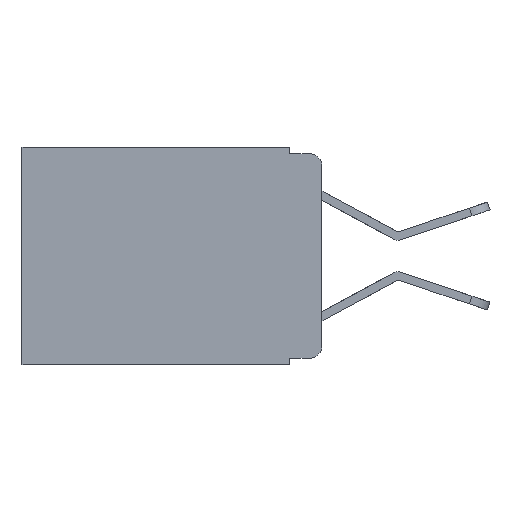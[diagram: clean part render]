
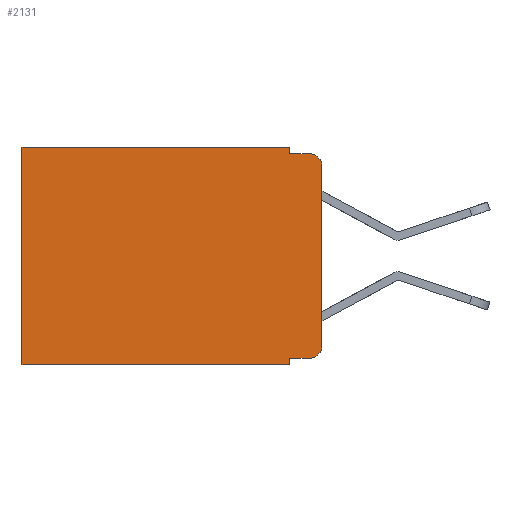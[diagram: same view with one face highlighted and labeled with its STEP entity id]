
A CAD part, left-side view. The second image highlights one B-rep face of the part: STEP entity #2131.
In plain terms, the highlighted planar face has unit normal (-1, 0, 0).
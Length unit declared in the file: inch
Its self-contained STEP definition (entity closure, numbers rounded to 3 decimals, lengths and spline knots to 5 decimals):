
#366 = LINE ( 'NONE', #904, #5863 ) ;
#453 = LINE ( 'NONE', #11608, #11315 ) ;
#904 = CARTESIAN_POINT ( 'NONE',  ( 0.298, 0.051, -0.333 ) ) ;
#976 = PLANE ( 'NONE',  #9549 ) ;
#1044 = DIRECTION ( 'NONE',  ( 0., 0., -1. ) ) ;
#1092 = ORIENTED_EDGE ( 'NONE', *, *, #9236, .F. ) ;
#1184 = ORIENTED_EDGE ( 'NONE', *, *, #6464, .F. ) ;
#1256 = CIRCLE ( 'NONE', #7633, 0.02 ) ;
#1359 = DIRECTION ( 'NONE',  ( 0., 0., -1. ) ) ;
#1429 = CARTESIAN_POINT ( 'NONE',  ( 0.298, 0.02, -0.03 ) ) ;
#1548 = VECTOR ( 'NONE', #3898, 39.37008 ) ;
#1648 = EDGE_CURVE ( 'NONE', #6807, #6662, #453, .T. ) ;
#1844 = VERTEX_POINT ( 'NONE', #9716 ) ;
#1943 = AXIS2_PLACEMENT_3D ( 'NONE', #1429, #8873, #2550 ) ;
#1954 = VECTOR ( 'NONE', #12544, 39.37008 ) ;
#2131 = ADVANCED_FACE ( 'NONE', ( #8039 ), #976, .F. ) ;
#2483 = DIRECTION ( 'NONE',  ( 1., 0., 0. ) ) ;
#2550 = DIRECTION ( 'NONE',  ( 0., 0., -1. ) ) ;
#2699 = VECTOR ( 'NONE', #1359, 39.37008 ) ;
#2796 = CARTESIAN_POINT ( 'NONE',  ( 0.298, 0., -0.343 ) ) ;
#2943 = EDGE_LOOP ( 'NONE', ( #9878, #5268, #1092, #3718, #10005, #6840, #8891, #1184, #12812, #12278 ) ) ;
#3094 = VECTOR ( 'NONE', #1044, 39.37008 ) ;
#3112 = DIRECTION ( 'NONE',  ( 0., 0., -1. ) ) ;
#3206 = VECTOR ( 'NONE', #12751, 39.37008 ) ;
#3280 = LINE ( 'NONE', #12296, #11148 ) ;
#3718 = ORIENTED_EDGE ( 'NONE', *, *, #7175, .F. ) ;
#3898 = DIRECTION ( 'NONE',  ( 0., 1., 0. ) ) ;
#3921 = DIRECTION ( 'NONE',  ( -1., 0., 0. ) ) ;
#4018 = CARTESIAN_POINT ( 'NONE',  ( 0.298, 0.473, 0. ) ) ;
#4278 = CARTESIAN_POINT ( 'NONE',  ( 0.298, 0.473, -0.343 ) ) ;
#4635 = CARTESIAN_POINT ( 'NONE',  ( 0.298, 0.473, 0. ) ) ;
#4746 = CARTESIAN_POINT ( 'NONE',  ( 0.298, 0., -0.03 ) ) ;
#4904 = CARTESIAN_POINT ( 'NONE',  ( 0.298, 0.051, -0.333 ) ) ;
#5150 = VERTEX_POINT ( 'NONE', #8723 ) ;
#5238 = EDGE_CURVE ( 'NONE', #5549, #11159, #366, .T. ) ;
#5268 = ORIENTED_EDGE ( 'NONE', *, *, #13341, .T. ) ;
#5549 = VERTEX_POINT ( 'NONE', #4904 ) ;
#5810 = VERTEX_POINT ( 'NONE', #4278 ) ;
#5863 = VECTOR ( 'NONE', #7103, 39.37008 ) ;
#6358 = DIRECTION ( 'NONE',  ( 0., 0., -1. ) ) ;
#6361 = LINE ( 'NONE', #11794, #3206 ) ;
#6420 = CARTESIAN_POINT ( 'NONE',  ( 0.298, 0.051, 0. ) ) ;
#6464 = EDGE_CURVE ( 'NONE', #5549, #1844, #3280, .T. ) ;
#6575 = CARTESIAN_POINT ( 'NONE',  ( 0.298, 0., 0. ) ) ;
#6576 = LINE ( 'NONE', #6420, #3094 ) ;
#6662 = VERTEX_POINT ( 'NONE', #9673 ) ;
#6807 = VERTEX_POINT ( 'NONE', #4746 ) ;
#6840 = ORIENTED_EDGE ( 'NONE', *, *, #8546, .T. ) ;
#7072 = VERTEX_POINT ( 'NONE', #8289 ) ;
#7103 = DIRECTION ( 'NONE',  ( 0., -1., 0. ) ) ;
#7175 = EDGE_CURVE ( 'NONE', #7072, #5150, #6576, .T. ) ;
#7633 = AXIS2_PLACEMENT_3D ( 'NONE', #10094, #3921, #11060 ) ;
#8039 = FACE_OUTER_BOUND ( 'NONE', #2943, .T. ) ;
#8184 = VERTEX_POINT ( 'NONE', #4018 ) ;
#8289 = CARTESIAN_POINT ( 'NONE',  ( 0.298, 0.051, 0. ) ) ;
#8444 = VERTEX_POINT ( 'NONE', #8574 ) ;
#8546 = EDGE_CURVE ( 'NONE', #8184, #5810, #10951, .T. ) ;
#8574 = CARTESIAN_POINT ( 'NONE',  ( 0.298, 0.02, -0.01 ) ) ;
#8723 = CARTESIAN_POINT ( 'NONE',  ( 0.298, 0.051, -0.01 ) ) ;
#8873 = DIRECTION ( 'NONE',  ( -1., 0., 0. ) ) ;
#8891 = ORIENTED_EDGE ( 'NONE', *, *, #12430, .F. ) ;
#9236 = EDGE_CURVE ( 'NONE', #5150, #8444, #6361, .T. ) ;
#9549 = AXIS2_PLACEMENT_3D ( 'NONE', #12428, #2483, #11153 ) ;
#9673 = CARTESIAN_POINT ( 'NONE',  ( 0.298, 0., -0.313 ) ) ;
#9716 = CARTESIAN_POINT ( 'NONE',  ( 0.298, 0.051, -0.343 ) ) ;
#9766 = CARTESIAN_POINT ( 'NONE',  ( 0.298, 0.02, -0.333 ) ) ;
#9878 = ORIENTED_EDGE ( 'NONE', *, *, #1648, .F. ) ;
#10005 = ORIENTED_EDGE ( 'NONE', *, *, #11102, .T. ) ;
#10094 = CARTESIAN_POINT ( 'NONE',  ( 0.298, 0.02, -0.313 ) ) ;
#10307 = LINE ( 'NONE', #6575, #1954 ) ;
#10445 = CIRCLE ( 'NONE', #1943, 0.02 ) ;
#10763 = EDGE_CURVE ( 'NONE', #11159, #6662, #1256, .T. ) ;
#10951 = LINE ( 'NONE', #4635, #2699 ) ;
#11060 = DIRECTION ( 'NONE',  ( 0., 0., -1. ) ) ;
#11102 = EDGE_CURVE ( 'NONE', #7072, #8184, #10307, .T. ) ;
#11148 = VECTOR ( 'NONE', #6358, 39.37008 ) ;
#11153 = DIRECTION ( 'NONE',  ( 0., 0., -1. ) ) ;
#11159 = VERTEX_POINT ( 'NONE', #9766 ) ;
#11315 = VECTOR ( 'NONE', #3112, 39.37008 ) ;
#11608 = CARTESIAN_POINT ( 'NONE',  ( 0.298, 0., 0. ) ) ;
#11794 = CARTESIAN_POINT ( 'NONE',  ( 0.298, 0.051, -0.01 ) ) ;
#12231 = LINE ( 'NONE', #2796, #1548 ) ;
#12278 = ORIENTED_EDGE ( 'NONE', *, *, #10763, .T. ) ;
#12296 = CARTESIAN_POINT ( 'NONE',  ( 0.298, 0.051, 0. ) ) ;
#12428 = CARTESIAN_POINT ( 'NONE',  ( 0.298, 0., 0. ) ) ;
#12430 = EDGE_CURVE ( 'NONE', #1844, #5810, #12231, .T. ) ;
#12544 = DIRECTION ( 'NONE',  ( 0., 1., 0. ) ) ;
#12751 = DIRECTION ( 'NONE',  ( 0., -1., 0. ) ) ;
#12812 = ORIENTED_EDGE ( 'NONE', *, *, #5238, .T. ) ;
#13341 = EDGE_CURVE ( 'NONE', #6807, #8444, #10445, .T. ) ;
